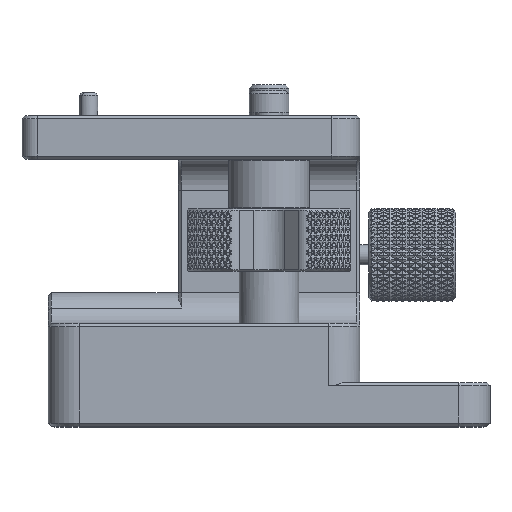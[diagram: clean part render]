
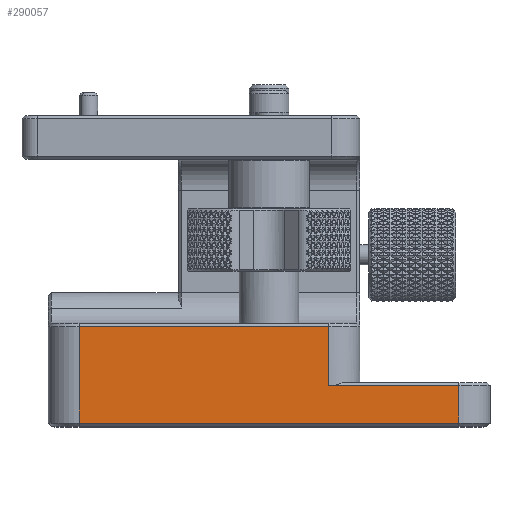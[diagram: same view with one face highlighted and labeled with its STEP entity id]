
A CAD part, top view. The second image highlights one B-rep face of the part: STEP entity #290057.
In plain terms, the highlighted planar face has unit normal (0, 0, 1).
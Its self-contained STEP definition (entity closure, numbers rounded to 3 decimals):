
#23747 = CARTESIAN_POINT ( 'NONE',  ( -30.5, -74.4, 16. ) ) ;
#24432 = VECTOR ( 'NONE', #335778, 1000. ) ;
#27997 = LINE ( 'NONE', #23747, #273003 ) ;
#30275 = CARTESIAN_POINT ( 'NONE',  ( 9.6, -74.4, 16. ) ) ;
#34681 = EDGE_LOOP ( 'NONE', ( #109704, #362632, #300785, #102165, #383064, #87749 ) ) ;
#35044 = VERTEX_POINT ( 'NONE', #152606 ) ;
#49024 = CARTESIAN_POINT ( 'NONE',  ( 30.5, -74.4, 16. ) ) ;
#50319 = VECTOR ( 'NONE', #62315, 1000. ) ;
#62315 = DIRECTION ( 'NONE',  ( 0., 1., 0. ) ) ;
#87749 = ORIENTED_EDGE ( 'NONE', *, *, #214760, .T. ) ;
#95806 = VERTEX_POINT ( 'NONE', #242969 ) ;
#99079 = LINE ( 'NONE', #49024, #24432 ) ;
#102165 = ORIENTED_EDGE ( 'NONE', *, *, #136250, .T. ) ;
#104368 = PLANE ( 'NONE',  #192280 ) ;
#109704 = ORIENTED_EDGE ( 'NONE', *, *, #206320, .T. ) ;
#123993 = LINE ( 'NONE', #386477, #284572 ) ;
#136250 = EDGE_CURVE ( 'NONE', #243517, #35044, #234849, .T. ) ;
#136319 = CARTESIAN_POINT ( 'NONE',  ( -35.5, -74.4, 16. ) ) ;
#146196 = CARTESIAN_POINT ( 'NONE',  ( -30.5, -79.9, 16. ) ) ;
#152606 = CARTESIAN_POINT ( 'NONE',  ( 30.5, -95.4, 16. ) ) ;
#168505 = DIRECTION ( 'NONE',  ( -1., 0., 0. ) ) ;
#171856 = EDGE_CURVE ( 'NONE', #35044, #363197, #99079, .T. ) ;
#176683 = LINE ( 'NONE', #146196, #262261 ) ;
#192280 = AXIS2_PLACEMENT_3D ( 'NONE', #136319, #323035, #168505 ) ;
#192653 = VERTEX_POINT ( 'NONE', #299702 ) ;
#206320 = EDGE_CURVE ( 'NONE', #95806, #280105, #295521, .T. ) ;
#210762 = DIRECTION ( 'NONE',  ( -1., 0., 0. ) ) ;
#214760 = EDGE_CURVE ( 'NONE', #363197, #95806, #123993, .T. ) ;
#226752 = DIRECTION ( 'NONE',  ( -1., 0., 0. ) ) ;
#227111 = CARTESIAN_POINT ( 'NONE',  ( -30.5, -95.4, 16. ) ) ;
#234849 = LINE ( 'NONE', #342977, #320111 ) ;
#242969 = CARTESIAN_POINT ( 'NONE',  ( 9.6, -89.4, 16. ) ) ;
#243517 = VERTEX_POINT ( 'NONE', #227111 ) ;
#262261 = VECTOR ( 'NONE', #210762, 1000. ) ;
#273003 = VECTOR ( 'NONE', #279426, 1000. ) ;
#274527 = FACE_OUTER_BOUND ( 'NONE', #34681, .T. ) ;
#279426 = DIRECTION ( 'NONE',  ( 0., -1., 0. ) ) ;
#280105 = VERTEX_POINT ( 'NONE', #282694 ) ;
#282694 = CARTESIAN_POINT ( 'NONE',  ( 9.6, -79.9, 16. ) ) ;
#284572 = VECTOR ( 'NONE', #226752, 1000. ) ;
#287010 = CARTESIAN_POINT ( 'NONE',  ( 30.5, -89.4, 16. ) ) ;
#290057 = ADVANCED_FACE ( 'NONE', ( #274527 ), #104368, .F. ) ;
#295521 = LINE ( 'NONE', #30275, #50319 ) ;
#299702 = CARTESIAN_POINT ( 'NONE',  ( -30.5, -79.9, 16. ) ) ;
#300785 = ORIENTED_EDGE ( 'NONE', *, *, #340841, .T. ) ;
#320111 = VECTOR ( 'NONE', #342639, 1000. ) ;
#321194 = EDGE_CURVE ( 'NONE', #280105, #192653, #176683, .T. ) ;
#323035 = DIRECTION ( 'NONE',  ( 0., 0., -1. ) ) ;
#335778 = DIRECTION ( 'NONE',  ( 0., 1., 0. ) ) ;
#340841 = EDGE_CURVE ( 'NONE', #192653, #243517, #27997, .T. ) ;
#342639 = DIRECTION ( 'NONE',  ( 1., 0., 0. ) ) ;
#342977 = CARTESIAN_POINT ( 'NONE',  ( 30.5, -95.4, 16. ) ) ;
#362632 = ORIENTED_EDGE ( 'NONE', *, *, #321194, .T. ) ;
#363197 = VERTEX_POINT ( 'NONE', #287010 ) ;
#383064 = ORIENTED_EDGE ( 'NONE', *, *, #171856, .T. ) ;
#386477 = CARTESIAN_POINT ( 'NONE',  ( 9.6, -89.4, 16. ) ) ;
